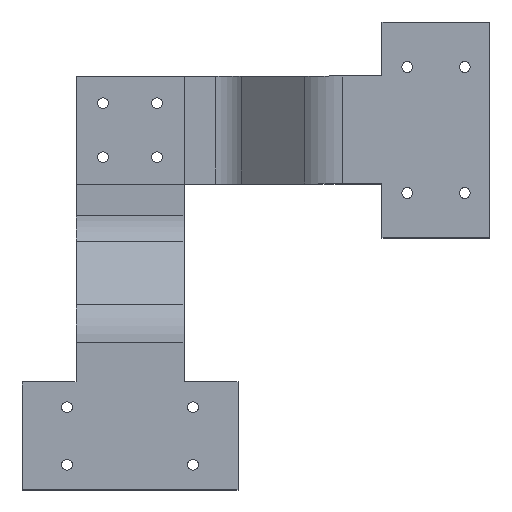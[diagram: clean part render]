
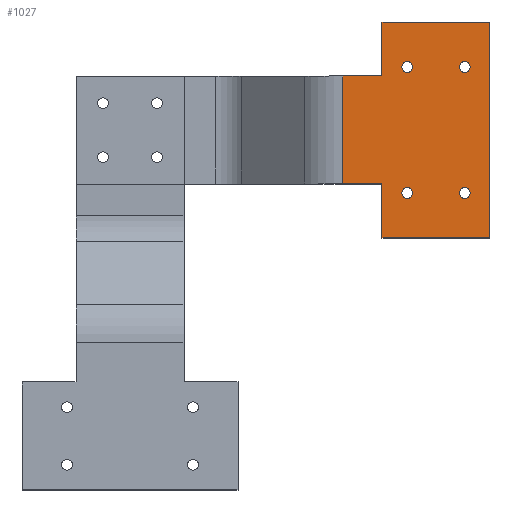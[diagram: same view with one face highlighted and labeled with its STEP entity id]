
A CAD part, top view. The second image highlights one B-rep face of the part: STEP entity #1027.
In plain terms, the highlighted planar face has unit normal (0, 0, 1).
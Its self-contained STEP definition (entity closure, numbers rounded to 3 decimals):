
#29=FACE_BOUND('',#164,.T.);
#30=FACE_BOUND('',#165,.T.);
#31=FACE_BOUND('',#166,.T.);
#32=FACE_BOUND('',#167,.T.);
#60=PLANE('',#1117);
#99=FACE_OUTER_BOUND('',#163,.T.);
#163=EDGE_LOOP('',(#805,#806,#807,#808,#809,#810,#811,#812));
#164=EDGE_LOOP('',(#813));
#165=EDGE_LOOP('',(#814));
#166=EDGE_LOOP('',(#815));
#167=EDGE_LOOP('',(#816));
#221=LINE('',#1522,#317);
#225=LINE('',#1530,#321);
#228=LINE('',#1537,#324);
#232=LINE('',#1545,#328);
#235=LINE('',#1551,#331);
#256=LINE('',#1605,#352);
#257=LINE('',#1608,#353);
#258=LINE('',#1609,#354);
#317=VECTOR('',#1232,10.);
#321=VECTOR('',#1238,10.);
#324=VECTOR('',#1243,10.);
#328=VECTOR('',#1249,10.);
#331=VECTOR('',#1254,10.);
#352=VECTOR('',#1307,10.);
#353=VECTOR('',#1310,10.);
#354=VECTOR('',#1311,10.);
#405=CIRCLE('',#1073,1.5);
#407=CIRCLE('',#1076,1.5);
#409=CIRCLE('',#1079,1.5);
#411=CIRCLE('',#1082,1.5);
#453=VERTEX_POINT('',#1472);
#455=VERTEX_POINT('',#1478);
#457=VERTEX_POINT('',#1484);
#459=VERTEX_POINT('',#1490);
#469=VERTEX_POINT('',#1520);
#470=VERTEX_POINT('',#1521);
#473=VERTEX_POINT('',#1529);
#475=VERTEX_POINT('',#1535);
#476=VERTEX_POINT('',#1536);
#479=VERTEX_POINT('',#1544);
#481=VERTEX_POINT('',#1550);
#499=VERTEX_POINT('',#1607);
#549=EDGE_CURVE('',#453,#453,#405,.T.);
#552=EDGE_CURVE('',#455,#455,#407,.T.);
#555=EDGE_CURVE('',#457,#457,#409,.T.);
#558=EDGE_CURVE('',#459,#459,#411,.T.);
#573=EDGE_CURVE('',#469,#470,#221,.T.);
#577=EDGE_CURVE('',#473,#469,#225,.T.);
#580=EDGE_CURVE('',#475,#476,#228,.T.);
#584=EDGE_CURVE('',#479,#475,#232,.T.);
#587=EDGE_CURVE('',#481,#479,#235,.T.);
#615=EDGE_CURVE('',#476,#473,#256,.T.);
#616=EDGE_CURVE('',#499,#470,#257,.T.);
#617=EDGE_CURVE('',#481,#499,#258,.T.);
#805=ORIENTED_EDGE('',*,*,#587,.T.);
#806=ORIENTED_EDGE('',*,*,#584,.T.);
#807=ORIENTED_EDGE('',*,*,#580,.T.);
#808=ORIENTED_EDGE('',*,*,#615,.T.);
#809=ORIENTED_EDGE('',*,*,#577,.T.);
#810=ORIENTED_EDGE('',*,*,#573,.T.);
#811=ORIENTED_EDGE('',*,*,#616,.F.);
#812=ORIENTED_EDGE('',*,*,#617,.F.);
#813=ORIENTED_EDGE('',*,*,#549,.T.);
#814=ORIENTED_EDGE('',*,*,#552,.T.);
#815=ORIENTED_EDGE('',*,*,#555,.T.);
#816=ORIENTED_EDGE('',*,*,#558,.T.);
#1027=ADVANCED_FACE('',(#99,#29,#30,#31,#32),#60,.T.);
#1073=AXIS2_PLACEMENT_3D('',#1473,#1176,#1177);
#1076=AXIS2_PLACEMENT_3D('',#1479,#1183,#1184);
#1079=AXIS2_PLACEMENT_3D('',#1485,#1190,#1191);
#1082=AXIS2_PLACEMENT_3D('',#1491,#1197,#1198);
#1117=AXIS2_PLACEMENT_3D('',#1606,#1308,#1309);
#1176=DIRECTION('center_axis',(0.,0.,-1.));
#1177=DIRECTION('ref_axis',(1.,0.,0.));
#1183=DIRECTION('center_axis',(0.,0.,-1.));
#1184=DIRECTION('ref_axis',(1.,0.,0.));
#1190=DIRECTION('center_axis',(0.,0.,-1.));
#1191=DIRECTION('ref_axis',(1.,0.,0.));
#1197=DIRECTION('center_axis',(0.,0.,-1.));
#1198=DIRECTION('ref_axis',(1.,0.,0.));
#1232=DIRECTION('',(0.,-1.,0.));
#1238=DIRECTION('',(-1.,0.,0.));
#1243=DIRECTION('',(1.,0.,0.));
#1249=DIRECTION('',(0.,-1.,0.));
#1254=DIRECTION('',(1.,0.,0.));
#1307=DIRECTION('',(0.,1.,0.));
#1308=DIRECTION('center_axis',(0.,0.,1.));
#1309=DIRECTION('ref_axis',(1.,0.,0.));
#1310=DIRECTION('',(1.,0.,0.));
#1311=DIRECTION('',(0.,1.,0.));
#1472=CARTESIAN_POINT('',(90.5,-2.5,30.));
#1473=CARTESIAN_POINT('Origin',(92.,-2.5,30.));
#1478=CARTESIAN_POINT('',(106.5,-2.5,30.));
#1479=CARTESIAN_POINT('Origin',(108.,-2.5,30.));
#1484=CARTESIAN_POINT('',(106.5,32.5,30.));
#1485=CARTESIAN_POINT('Origin',(108.,32.5,30.));
#1490=CARTESIAN_POINT('',(90.5,32.5,30.));
#1491=CARTESIAN_POINT('Origin',(92.,32.5,30.));
#1520=CARTESIAN_POINT('',(85.,45.,30.));
#1521=CARTESIAN_POINT('',(85.,30.,30.));
#1522=CARTESIAN_POINT('',(85.,45.,30.));
#1529=CARTESIAN_POINT('',(115.,45.,30.));
#1530=CARTESIAN_POINT('',(115.,45.,30.));
#1535=CARTESIAN_POINT('',(85.,-15.,30.));
#1536=CARTESIAN_POINT('',(115.,-15.,30.));
#1537=CARTESIAN_POINT('',(85.,-15.,30.));
#1544=CARTESIAN_POINT('',(85.,0.,30.));
#1545=CARTESIAN_POINT('',(85.,45.,30.));
#1550=CARTESIAN_POINT('',(74.142,0.,30.));
#1551=CARTESIAN_POINT('',(74.142,0.,30.));
#1605=CARTESIAN_POINT('',(115.,0.,30.));
#1606=CARTESIAN_POINT('Origin',(74.142,0.,30.));
#1607=CARTESIAN_POINT('',(74.142,30.,30.));
#1608=CARTESIAN_POINT('',(74.142,30.,30.));
#1609=CARTESIAN_POINT('',(74.142,0.,30.));
